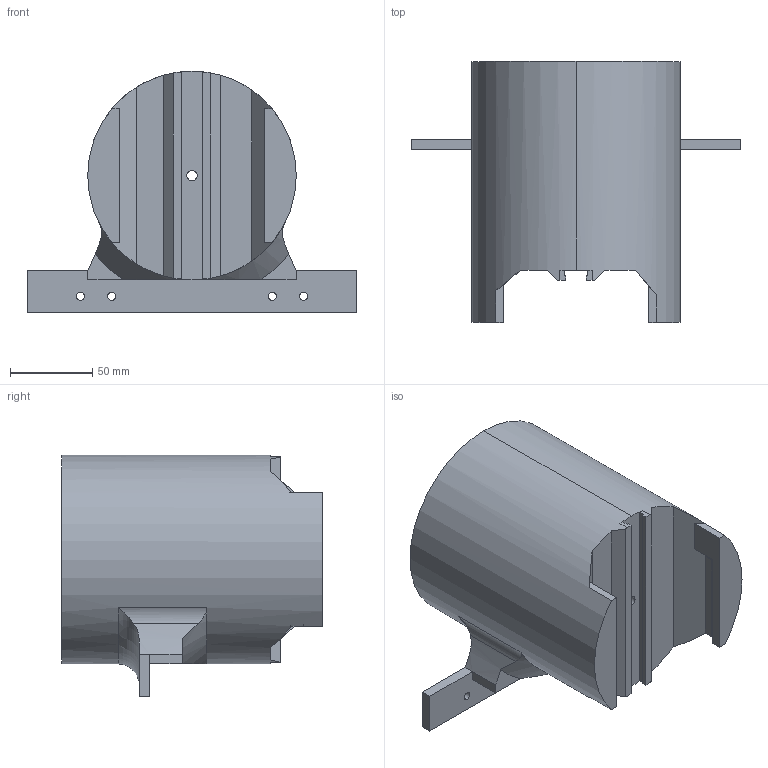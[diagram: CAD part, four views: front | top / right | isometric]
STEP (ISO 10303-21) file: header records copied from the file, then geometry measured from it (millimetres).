
FILE_DESCRIPTION (( 'STEP AP203' ), '1' );
FILE_NAME ('Hopper.STEP', '2021-04-12T01:17:47', ( '' ), ( '' ), 'SwSTEP 2.0', 'SolidWorks 2020', '' );
FILE_SCHEMA (( 'CONFIG_CONTROL_DESIGN' ));
Length unit declared in the file: inch
Products named in the file (1): Hopper
Bounding box: 200.2 x 158.75 x 147 mm (x, y, z)
Volume: 759207.8 mm3; surface area: 136610.6 mm2
Topology: 1 solids, 1 shells, 69 faces, 191 edges, 124 vertices
Faces by surface type: plane 42, cylinder 22, cone 4, torus 1
Entity records: 2394 total; most frequent: CARTESIAN_POINT 538, ORIENTED_EDGE 382, DIRECTION 362, EDGE_CURVE 191, VERTEX_POINT 124, AXIS2_PLACEMENT_3D 123, LINE 116, VECTOR 116
